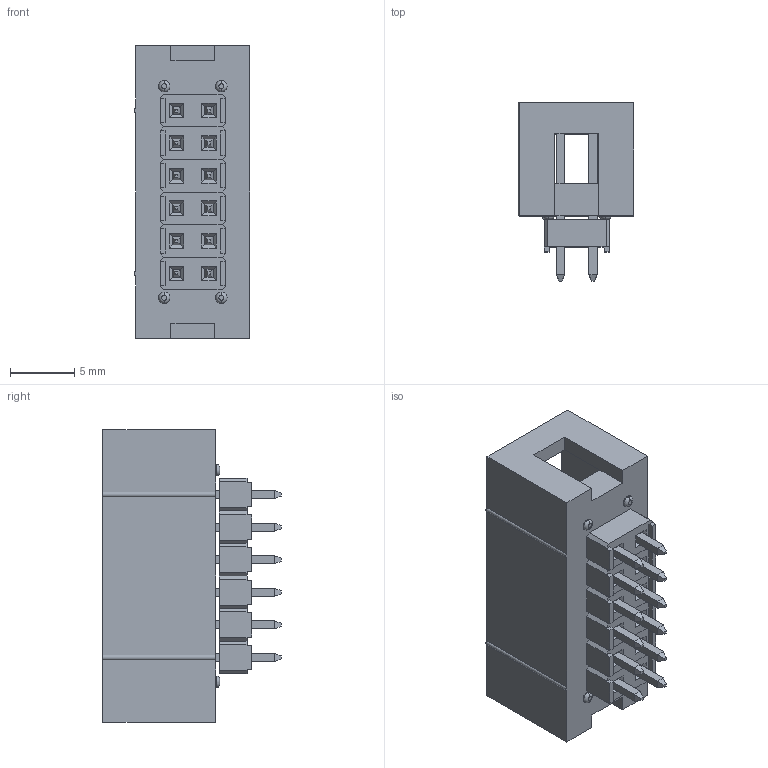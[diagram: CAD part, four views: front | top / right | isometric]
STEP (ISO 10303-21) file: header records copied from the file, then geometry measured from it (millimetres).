
FILE_DESCRIPTION (( 'STEP AP203' ), '1' );
FILE_NAME ('SHBSTC-106-D-090-16-F-458-LF.STEP', '2018-08-01T16:16:35', ( '' ), ( '' ), 'SwSTEP 2.0', 'SolidWorks 2017', '' );
FILE_SCHEMA (( 'CONFIG_CONTROL_DESIGN' ));
Length unit declared in the file: inch
Products named in the file (4): SHB-106-D; GC Duel Row; SHBSTC-106-D-090-16-F-458-LF; T-025-548 OAL
Assembly tree (19 placements, depth 2):
  SHBSTC-106-D-090-16-F-458-LF
    SHB-106-D
    GC Duel Row  x6
    T-025-548 OAL  x12
Bounding box: 9.03 x 13.92 x 22.86 mm (x, y, z)
Volume: 1071.2 mm3; surface area: 2134.4 mm2
Topology: 19 solids, 19 shells, 473 faces, 1145 edges, 710 vertices
Faces by surface type: plane 455, cylinder 10, torus 8
Entity records: 5529 total; most frequent: CARTESIAN_POINT 822, ORIENTED_EDGE 794, DIRECTION 775, EDGE_CURVE 397, VECTOR 361, LINE 361, VERTEX_POINT 254, AXIS2_PLACEMENT_3D 207
